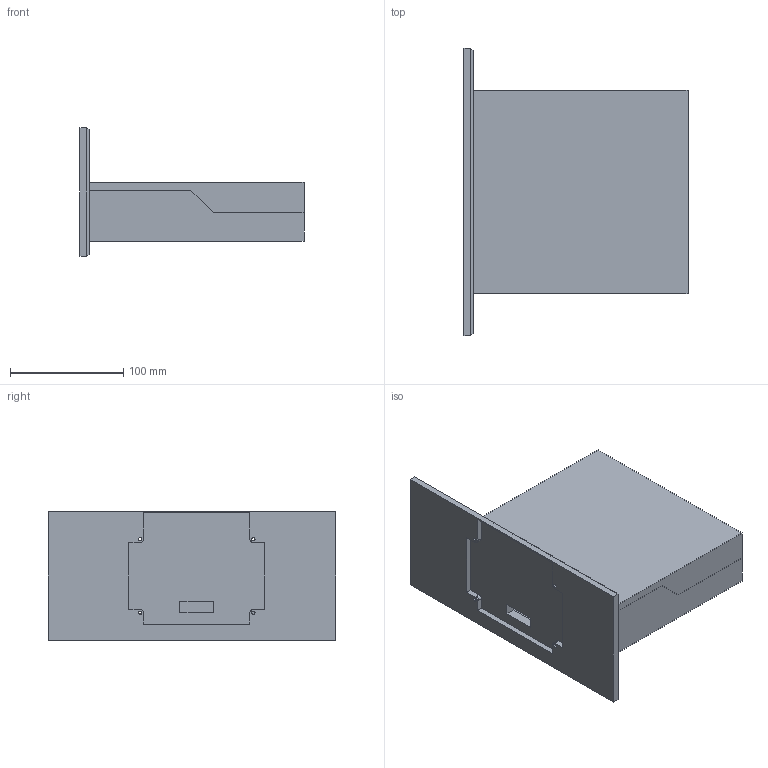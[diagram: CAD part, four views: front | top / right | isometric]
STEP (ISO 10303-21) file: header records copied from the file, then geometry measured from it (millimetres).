
FILE_DESCRIPTION(/* description */ ('','CAx-IF Rec.Pracs.---Representation and Presentation of Product Manufacturing Information (PMI)---4.0---2014-10-13'),/* implementation_level */ '2;1');
FILE_NAME(/* name */ 'Case.step',/* time_stamp */ '2025-01-05T12:24:26+01:00',/* author */ (''),/* organization */ (''),/* preprocessor_version */ 'ST-DEVELOPER v20',/* originating_system */ 'Autodesk Translation Framework v13.20.0.188',/* authorisation */ '');
FILE_SCHEMA (('AP242_MANAGED_MODEL_BASED_3D_ENGINEERING_MIM_LF { 1 0 10303 442 1 1 4 }'));
Length unit declared in the file: millimetre
Products named in the file (3): Configuration 1; Bottom; Top
Assembly tree (2 placements, depth 2):
  Configuration 1
    Bottom
    Top
Bounding box: 198 x 254 x 114 mm (x, y, z)
Volume: 746398.9 mm3; surface area: 266876.7 mm2
Topology: 2 solids, 2 shells, 104 faces, 252 edges, 166 vertices
Faces by surface type: plane 80, cylinder 24
Full cylindrical faces by diameter (mm): 3 x4, 5 x4, 11 x8
Entity records: 3125 total; most frequent: CARTESIAN_POINT 527, DIRECTION 518, ORIENTED_EDGE 504, EDGE_CURVE 252, LINE 204, VECTOR 204, VERTEX_POINT 166, AXIS2_PLACEMENT_3D 157
